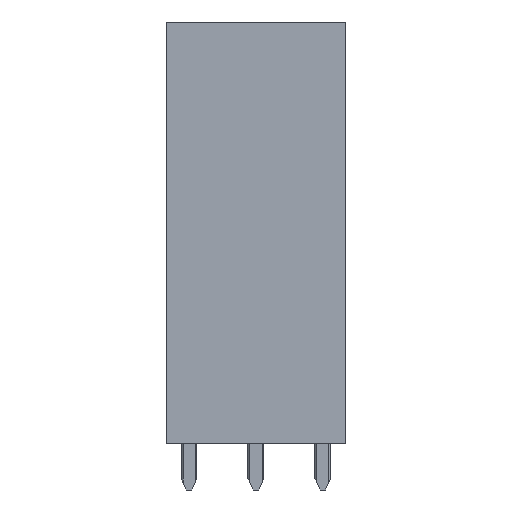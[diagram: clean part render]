
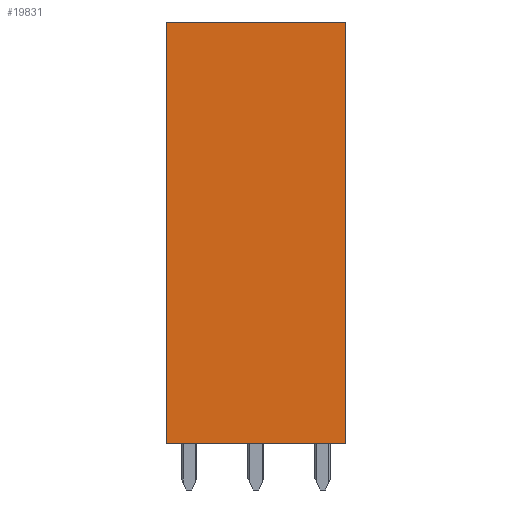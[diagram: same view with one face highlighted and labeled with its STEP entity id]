
A CAD part, left-side view. The second image highlights one B-rep face of the part: STEP entity #19831.
In plain terms, the highlighted planar face has unit normal (-1, 0, 0).
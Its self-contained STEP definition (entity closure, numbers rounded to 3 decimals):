
#19823=AXIS2_PLACEMENT_3D('Plane Axis2P3D',#19820,#19821,#19822) ;
#872=CARTESIAN_POINT('Vertex',(0.,13.6,35.5)) ;
#875=CARTESIAN_POINT('Line Origine',(0.,6.8,35.5)) ;
#879=CARTESIAN_POINT('Vertex',(0.,0.,35.5)) ;
#10273=CARTESIAN_POINT('Vertex',(0.,0.,3.5)) ;
#10276=CARTESIAN_POINT('Line Origine',(0.,6.8,3.5)) ;
#10280=CARTESIAN_POINT('Vertex',(0.,13.6,3.5)) ;
#17310=CARTESIAN_POINT('Line Origine',(0.,13.6,19.5)) ;
#19521=CARTESIAN_POINT('Line Origine',(0.,0.,19.5)) ;
#19820=CARTESIAN_POINT('Axis2P3D Location',(0.,0.,0.)) ;
#876=DIRECTION('Vector Direction',(0.,-1.,0.)) ;
#10277=DIRECTION('Vector Direction',(0.,1.,0.)) ;
#17311=DIRECTION('Vector Direction',(0.,0.,1.)) ;
#19522=DIRECTION('Vector Direction',(0.,0.,-1.)) ;
#19821=DIRECTION('Axis2P3D Direction',(-1.,0.,0.)) ;
#19822=DIRECTION('Axis2P3D XDirection',(0.,0.,1.)) ;
#877=VECTOR('Line Direction',#876,1.) ;
#10278=VECTOR('Line Direction',#10277,1.) ;
#17312=VECTOR('Line Direction',#17311,1.) ;
#19523=VECTOR('Line Direction',#19522,1.) ;
#19826=ORIENTED_EDGE('',*,*,#19525,.T.) ;
#19827=ORIENTED_EDGE('',*,*,#881,.T.) ;
#19828=ORIENTED_EDGE('',*,*,#17314,.T.) ;
#19829=ORIENTED_EDGE('',*,*,#10282,.T.) ;
#19831=ADVANCED_FACE('HOUSING',(#19830),#19824,.T.) ;
#881=EDGE_CURVE('',#880,#873,#878,.F.) ;
#10282=EDGE_CURVE('',#10281,#10274,#10279,.F.) ;
#17314=EDGE_CURVE('',#873,#10281,#17313,.F.) ;
#19525=EDGE_CURVE('',#10274,#880,#19524,.F.) ;
#19825=EDGE_LOOP('',(#19826,#19827,#19828,#19829)) ;
#19830=FACE_OUTER_BOUND('',#19825,.T.) ;
#878=LINE('Line',#875,#877) ;
#10279=LINE('Line',#10276,#10278) ;
#17313=LINE('Line',#17310,#17312) ;
#19524=LINE('Line',#19521,#19523) ;
#19824=PLANE('',#19823) ;
#873=VERTEX_POINT('',#872) ;
#880=VERTEX_POINT('',#879) ;
#10274=VERTEX_POINT('',#10273) ;
#10281=VERTEX_POINT('',#10280) ;
